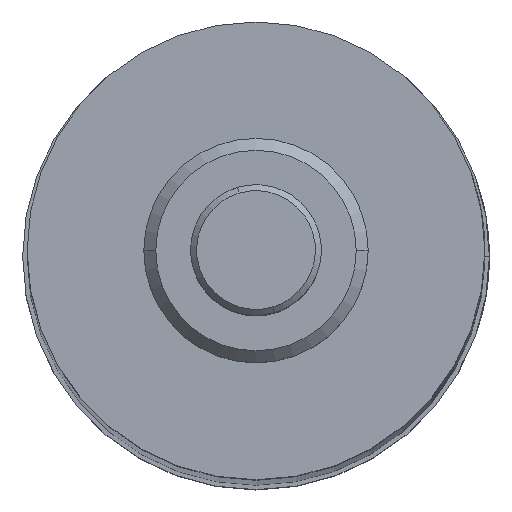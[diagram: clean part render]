
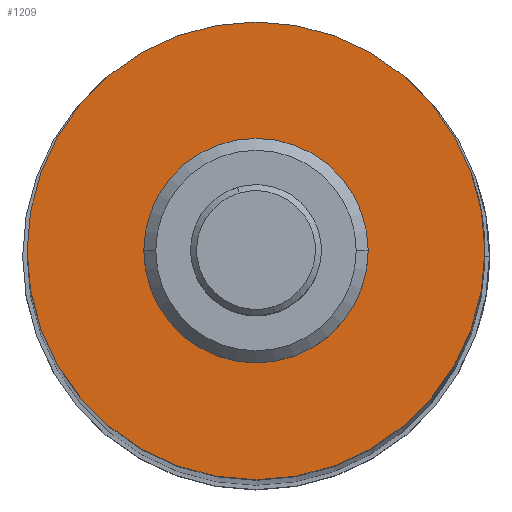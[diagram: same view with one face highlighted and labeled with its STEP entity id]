
A CAD part, top view. The second image highlights one B-rep face of the part: STEP entity #1209.
In plain terms, the highlighted planar face has unit normal (0, 0, 1).
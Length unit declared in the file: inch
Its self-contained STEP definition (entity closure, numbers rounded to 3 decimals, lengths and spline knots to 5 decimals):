
#32 = VERTEX_POINT ( 'NONE', #1695 ) ;
#49 = DIRECTION ( 'NONE',  ( 0., 0., 1. ) ) ;
#86 = DIRECTION ( 'NONE',  ( 0., 0., 1. ) ) ;
#143 = DIRECTION ( 'NONE',  ( 1., 0., 0. ) ) ;
#152 = CIRCLE ( 'NONE', #2251, 0.373 ) ;
#153 = DIRECTION ( 'NONE',  ( 0., 0., 1. ) ) ;
#249 = VERTEX_POINT ( 'NONE', #909 ) ;
#286 = ORIENTED_EDGE ( 'NONE', *, *, #1816, .F. ) ;
#467 = EDGE_LOOP ( 'NONE', ( #1097, #286 ) ) ;
#639 = CARTESIAN_POINT ( 'NONE',  ( 0., 0.373, -0.88 ) ) ;
#765 = FACE_OUTER_BOUND ( 'NONE', #2535, .T. ) ;
#821 = CIRCLE ( 'NONE', #1330, 0.373 ) ;
#909 = CARTESIAN_POINT ( 'NONE',  ( 0.373, 0., -0.88 ) ) ;
#1035 = AXIS2_PLACEMENT_3D ( 'NONE', #639, #2506, #1269 ) ;
#1097 = ORIENTED_EDGE ( 'NONE', *, *, #1440, .F. ) ;
#1209 = ADVANCED_FACE ( 'NONE', ( #2285, #765 ), #2296, .F. ) ;
#1269 = DIRECTION ( 'NONE',  ( -1., 0., 0. ) ) ;
#1295 = CARTESIAN_POINT ( 'NONE',  ( 0., 0., -0.88 ) ) ;
#1330 = AXIS2_PLACEMENT_3D ( 'NONE', #1295, #49, #1505 ) ;
#1337 = CARTESIAN_POINT ( 'NONE',  ( 0., 0., -0.88 ) ) ;
#1372 = AXIS2_PLACEMENT_3D ( 'NONE', #1409, #153, #1611 ) ;
#1395 = DIRECTION ( 'NONE',  ( 0., 0., 1. ) ) ;
#1397 = AXIS2_PLACEMENT_3D ( 'NONE', #1337, #86, #1544 ) ;
#1409 = CARTESIAN_POINT ( 'NONE',  ( 0., 0., -0.88 ) ) ;
#1440 = EDGE_CURVE ( 'NONE', #249, #2394, #821, .T. ) ;
#1505 = DIRECTION ( 'NONE',  ( 1., 0., 0. ) ) ;
#1544 = DIRECTION ( 'NONE',  ( 1., 0., 0. ) ) ;
#1611 = DIRECTION ( 'NONE',  ( 1., 0., 0. ) ) ;
#1695 = CARTESIAN_POINT ( 'NONE',  ( -0.765, 0., -0.88 ) ) ;
#1816 = EDGE_CURVE ( 'NONE', #2394, #249, #152, .T. ) ;
#1950 = VERTEX_POINT ( 'NONE', #2652 ) ;
#1993 = EDGE_CURVE ( 'NONE', #32, #1950, #2106, .T. ) ;
#2106 = CIRCLE ( 'NONE', #1372, 0.765 ) ;
#2251 = AXIS2_PLACEMENT_3D ( 'NONE', #2622, #1395, #143 ) ;
#2285 = FACE_BOUND ( 'NONE', #467, .T. ) ;
#2296 = PLANE ( 'NONE',  #1035 ) ;
#2363 = ORIENTED_EDGE ( 'NONE', *, *, #1993, .T. ) ;
#2394 = VERTEX_POINT ( 'NONE', #2623 ) ;
#2434 = ORIENTED_EDGE ( 'NONE', *, *, #2659, .T. ) ;
#2506 = DIRECTION ( 'NONE',  ( 0., 0., -1. ) ) ;
#2535 = EDGE_LOOP ( 'NONE', ( #2434, #2363 ) ) ;
#2568 = CIRCLE ( 'NONE', #1397, 0.765 ) ;
#2622 = CARTESIAN_POINT ( 'NONE',  ( 0., 0., -0.88 ) ) ;
#2623 = CARTESIAN_POINT ( 'NONE',  ( -0.373, 0., -0.88 ) ) ;
#2652 = CARTESIAN_POINT ( 'NONE',  ( 0.765, 0., -0.88 ) ) ;
#2659 = EDGE_CURVE ( 'NONE', #1950, #32, #2568, .T. ) ;
